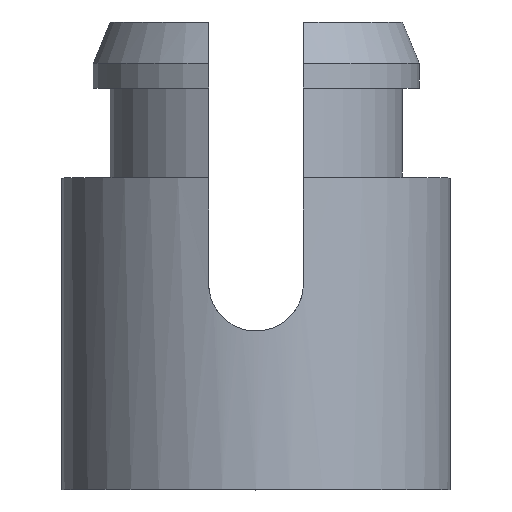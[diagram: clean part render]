
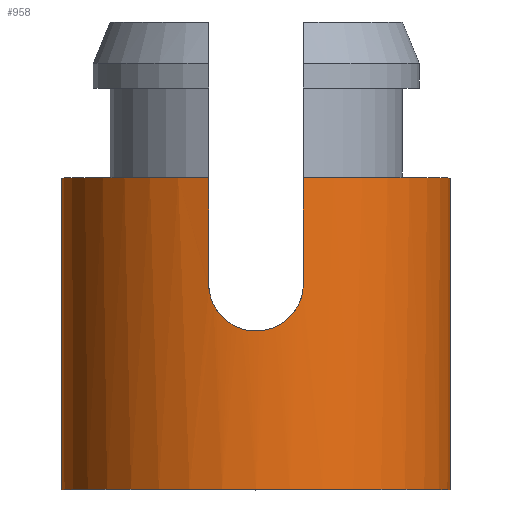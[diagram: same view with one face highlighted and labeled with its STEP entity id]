
A CAD part, top view. The second image highlights one B-rep face of the part: STEP entity #958.
In plain terms, the highlighted cylindrical face has radius 3.962 mm (diameter 7.925 mm), a partial arc.
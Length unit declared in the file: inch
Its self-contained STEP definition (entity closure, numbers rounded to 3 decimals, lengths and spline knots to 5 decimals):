
#1 = CARTESIAN_POINT ( 'NONE',  ( -0.0339, 0.14516, 0.15244 ) ) ;
#2 = CARTESIAN_POINT ( 'NONE',  ( -0.01916, 0.1318, 0.15489 ) ) ;
#3 = CARTESIAN_POINT ( 'NONE',  ( -0.02334, 0.1346, 0.15429 ) ) ;
#4 = CARTESIAN_POINT ( 'NONE',  ( -0.038, 0.165, 0.1513 ) ) ;
#5 = CARTESIAN_POINT ( 'NONE',  ( -0.038, 0.15492, 0.1513 ) ) ;
#159 = CARTESIAN_POINT ( 'NONE',  ( 0.156, 0.25, 0. ) ) ;
#228 = CARTESIAN_POINT ( 'NONE',  ( 0.01002, 0.12801, 0.15575 ) ) ;
#229 = CARTESIAN_POINT ( 'NONE',  ( 0.01916, 0.13181, 0.15489 ) ) ;
#278 = CARTESIAN_POINT ( 'NONE',  ( 0.038, 0.25, 0.1513 ) ) ;
#375 = CARTESIAN_POINT ( 'NONE',  ( 0.156, 0., 0. ) ) ;
#376 = CARTESIAN_POINT ( 'NONE',  ( -0.156, 0., 0. ) ) ;
#377 = DIRECTION ( 'NONE',  ( 0., -1., 0. ) ) ;
#378 = VECTOR ( 'NONE', #377, 39.37008 ) ;
#379 = CARTESIAN_POINT ( 'NONE',  ( -0.156, 0., 0. ) ) ;
#380 = LINE ( 'NONE', #379, #378 ) ;
#381 = CARTESIAN_POINT ( 'NONE',  ( -0.156, 0.25, 0. ) ) ;
#383 = DIRECTION ( 'NONE',  ( 1., 0., 0. ) ) ;
#384 = DIRECTION ( 'NONE',  ( 0., -1., 0. ) ) ;
#385 = AXIS2_PLACEMENT_3D ( 'NONE', #391, #384, #383 ) ;
#386 = CIRCLE ( 'NONE', #385, 0.156 ) ;
#391 = CARTESIAN_POINT ( 'NONE',  ( 0., 0.25, 0. ) ) ;
#408 = CARTESIAN_POINT ( 'NONE',  ( -0.038, 0.25, 0.1513 ) ) ;
#409 = DIRECTION ( 'NONE',  ( 1., 0., 0. ) ) ;
#410 = DIRECTION ( 'NONE',  ( 0., -1., 0. ) ) ;
#411 = AXIS2_PLACEMENT_3D ( 'NONE', #417, #410, #409 ) ;
#412 = CIRCLE ( 'NONE', #411, 0.156 ) ;
#413 = DIRECTION ( 'NONE',  ( 1., 0., 0. ) ) ;
#414 = DIRECTION ( 'NONE',  ( 0., -1., 0. ) ) ;
#415 = CARTESIAN_POINT ( 'NONE',  ( 0., 0., 0. ) ) ;
#416 = AXIS2_PLACEMENT_3D ( 'NONE', #415, #414, #413 ) ;
#417 = CARTESIAN_POINT ( 'NONE',  ( 0., 0.25, 0. ) ) ;
#418 = CYLINDRICAL_SURFACE ( 'NONE', #416, 0.156 ) ;
#419 = FACE_OUTER_BOUND ( 'NONE', #945, .T. ) ;
#425 = DIRECTION ( 'NONE',  ( 1., 0., 0. ) ) ;
#426 = DIRECTION ( 'NONE',  ( 0., -1., 0. ) ) ;
#427 = CARTESIAN_POINT ( 'NONE',  ( 0., 0., 0. ) ) ;
#428 = AXIS2_PLACEMENT_3D ( 'NONE', #427, #426, #425 ) ;
#429 = CIRCLE ( 'NONE', #428, 0.156 ) ;
#430 = DIRECTION ( 'NONE',  ( 0., -1., 0. ) ) ;
#431 = VECTOR ( 'NONE', #430, 39.37008 ) ;
#432 = CARTESIAN_POINT ( 'NONE',  ( 0.156, 0., 0. ) ) ;
#433 = LINE ( 'NONE', #432, #431 ) ;
#466 = CARTESIAN_POINT ( 'NONE',  ( 0.02338, 0.13464, 0.15428 ) ) ;
#467 = CARTESIAN_POINT ( 'NONE',  ( 0.03036, 0.14162, 0.15306 ) ) ;
#468 = CARTESIAN_POINT ( 'NONE',  ( 0.03318, 0.14582, 0.15244 ) ) ;
#469 = CARTESIAN_POINT ( 'NONE',  ( 0.037, 0.15502, 0.15156 ) ) ;
#470 = CARTESIAN_POINT ( 'NONE',  ( 0.038, 0.15996, 0.1513 ) ) ;
#471 = CARTESIAN_POINT ( 'NONE',  ( 0.038, 0.165, 0.1513 ) ) ;
#472 = B_SPLINE_CURVE_WITH_KNOTS ( 'NONE', 3,
 ( #471, #470, #469, #468, #467, #466, #229, #228, #710, #708, #709, #2, #3, #1, #5, #4 ),
 .UNSPECIFIED., .F., .F.,
 ( 4, 2, 2, 2, 2, 2, 2, 4 ),
 ( 0., 0.00038, 0.00076, 0.00114, 0.00151, 0.00189, 0.00227, 0.00303 ),
 .UNSPECIFIED. ) ;
#473 = CARTESIAN_POINT ( 'NONE',  ( 0.038, 0.165, 0.1513 ) ) ;
#474 = CARTESIAN_POINT ( 'NONE',  ( -0.038, 0.165, 0.1513 ) ) ;
#475 = DIRECTION ( 'NONE',  ( 0., -1., 0. ) ) ;
#476 = VECTOR ( 'NONE', #475, 39.37008 ) ;
#477 = CARTESIAN_POINT ( 'NONE',  ( 0.038, 0., 0.1513 ) ) ;
#478 = LINE ( 'NONE', #477, #476 ) ;
#495 = DIRECTION ( 'NONE',  ( 0., 1., 0. ) ) ;
#496 = VECTOR ( 'NONE', #495, 39.37008 ) ;
#497 = CARTESIAN_POINT ( 'NONE',  ( -0.038, 0., 0.1513 ) ) ;
#498 = LINE ( 'NONE', #497, #496 ) ;
#708 = CARTESIAN_POINT ( 'NONE',  ( -0.00494, 0.127, 0.156 ) ) ;
#709 = CARTESIAN_POINT ( 'NONE',  ( -0.00993, 0.12798, 0.15575 ) ) ;
#710 = CARTESIAN_POINT ( 'NONE',  ( 0.00501, 0.127, 0.156 ) ) ;
#828 = VERTEX_POINT ( 'NONE', #159 ) ;
#880 = VERTEX_POINT ( 'NONE', #278 ) ;
#943 = ORIENTED_EDGE ( 'NONE', *, *, #944, .T. ) ;
#944 = EDGE_CURVE ( 'NONE', #828, #880, #386, .T. ) ;
#945 = EDGE_LOOP ( 'NONE', ( #948, #947, #965, #954, #943, #983, #985, #987 ) ) ;
#947 = ORIENTED_EDGE ( 'NONE', *, *, #951, .T. ) ;
#948 = ORIENTED_EDGE ( 'NONE', *, *, #959, .T. ) ;
#949 = VERTEX_POINT ( 'NONE', #381 ) ;
#951 = EDGE_CURVE ( 'NONE', #949, #952, #380, .T. ) ;
#952 = VERTEX_POINT ( 'NONE', #376 ) ;
#953 = VERTEX_POINT ( 'NONE', #375 ) ;
#954 = ORIENTED_EDGE ( 'NONE', *, *, #955, .F. ) ;
#955 = EDGE_CURVE ( 'NONE', #828, #953, #433, .T. ) ;
#956 = EDGE_CURVE ( 'NONE', #953, #952, #429, .T. ) ;
#958 = ADVANCED_FACE ( 'NONE', ( #419 ), #418, .T. ) ;
#959 = EDGE_CURVE ( 'NONE', #960, #949, #412, .T. ) ;
#960 = VERTEX_POINT ( 'NONE', #408 ) ;
#965 = ORIENTED_EDGE ( 'NONE', *, *, #956, .F. ) ;
#983 = ORIENTED_EDGE ( 'NONE', *, *, #984, .T. ) ;
#984 = EDGE_CURVE ( 'NONE', #880, #989, #478, .T. ) ;
#985 = ORIENTED_EDGE ( 'NONE', *, *, #986, .T. ) ;
#986 = EDGE_CURVE ( 'NONE', #989, #988, #472, .T. ) ;
#987 = ORIENTED_EDGE ( 'NONE', *, *, #1005, .T. ) ;
#988 = VERTEX_POINT ( 'NONE', #474 ) ;
#989 = VERTEX_POINT ( 'NONE', #473 ) ;
#1005 = EDGE_CURVE ( 'NONE', #988, #960, #498, .T. ) ;
